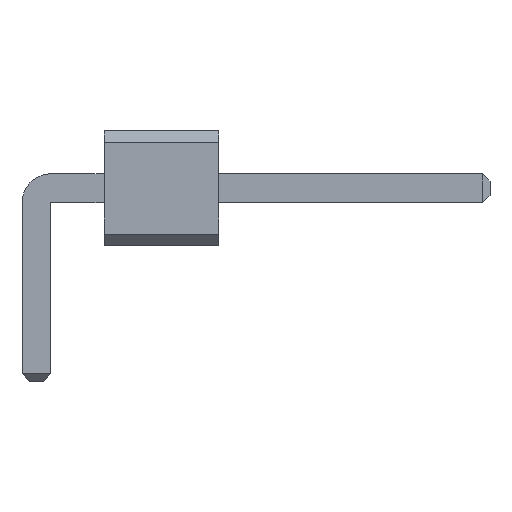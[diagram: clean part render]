
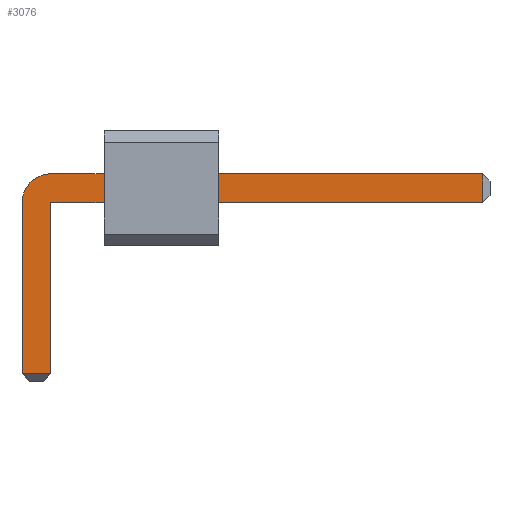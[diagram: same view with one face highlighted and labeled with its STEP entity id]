
A CAD part, front view. The second image highlights one B-rep face of the part: STEP entity #3076.
In plain terms, the highlighted planar face has unit normal (0, -1, 0).
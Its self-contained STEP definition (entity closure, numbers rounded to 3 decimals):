
#13=DIRECTION('',(0.,0.,1.));
#1354=VECTOR('',#13,1.);
#2876=VECTOR('',#2877,1.);
#2877=DIRECTION('',(1.,0.,0.));
#2883=VECTOR('',#2884,1.);
#2884=DIRECTION('',(0.,0.,-1.));
#2891=VECTOR('',#2892,1.);
#2892=DIRECTION('',(-1.,0.,0.));
#2913=DIRECTION('',(-0.,1.,0.));
#2917=DIRECTION('',(0.,1.,0.));
#2918=DIRECTION('',(1.,0.,0.));
#2925=VERTEX_POINT('',#2926);
#2926=CARTESIAN_POINT('',(0.32,-56.2,1.59));
#2928=ORIENTED_EDGE('',*,*,#2929,.T.);
#2929=EDGE_CURVE('',#2925,#2930,#2932,.T.);
#2930=VERTEX_POINT('',#2931);
#2931=CARTESIAN_POINT('',(9.88,-56.2,1.59));
#2932=LINE('',#2933,#2876);
#2933=CARTESIAN_POINT('',(-0.32,-56.2,1.59));
#2971=EDGE_CURVE('',#2972,#2925,#2974,.T.);
#2972=VERTEX_POINT('',#2973);
#2973=CARTESIAN_POINT('',(-0.32,-56.2,0.95));
#2974=CIRCLE('',#2975,0.64);
#2975=AXIS2_PLACEMENT_3D('',#2976,#2913,#2884);
#2976=CARTESIAN_POINT('',(0.32,-56.2,0.95));
#2988=VERTEX_POINT('',#2989);
#2989=CARTESIAN_POINT('',(9.88,-56.2,0.95));
#2991=ORIENTED_EDGE('',*,*,#2992,.T.);
#2992=EDGE_CURVE('',#2988,#2993,#2994,.T.);
#2993=VERTEX_POINT('',#2976);
#2994=LINE('',#2995,#2891);
#2995=CARTESIAN_POINT('',(10.04,-56.2,0.95));
#3007=VERTEX_POINT('',#3008);
#3008=CARTESIAN_POINT('',(-0.32,-56.2,-2.84));
#3010=ORIENTED_EDGE('',*,*,#3011,.T.);
#3011=EDGE_CURVE('',#3007,#2972,#3012,.T.);
#3012=LINE('',#3013,#1354);
#3013=CARTESIAN_POINT('',(-0.32,-56.2,-3.));
#3021=ORIENTED_EDGE('',*,*,#3022,.T.);
#3022=EDGE_CURVE('',#2993,#3023,#3025,.T.);
#3023=VERTEX_POINT('',#3024);
#3024=CARTESIAN_POINT('',(0.32,-56.2,-2.84));
#3025=LINE('',#2976,#2883);
#3076=ADVANCED_FACE('',(#3077),#3086,.F.);
#3077=FACE_BOUND('',#3078,.F.);
#3078=EDGE_LOOP('',(#2928,#3079,#2991,#3021,#3082,#3010,#3085));
#3079=ORIENTED_EDGE('',*,*,#3080,.T.);
#3080=EDGE_CURVE('',#2930,#2988,#3081,.T.);
#3081=LINE('',#2931,#2883);
#3082=ORIENTED_EDGE('',*,*,#3083,.T.);
#3083=EDGE_CURVE('',#3023,#3007,#3084,.T.);
#3084=LINE('',#3024,#2891);
#3085=ORIENTED_EDGE('',*,*,#2971,.T.);
#3086=PLANE('',#3087);
#3087=AXIS2_PLACEMENT_3D('',#3088,#2917,#2918);
#3088=CARTESIAN_POINT('',(3.576,-56.2,0.579));
